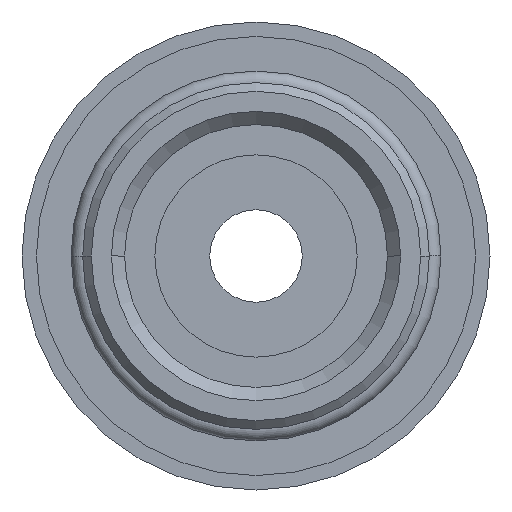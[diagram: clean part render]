
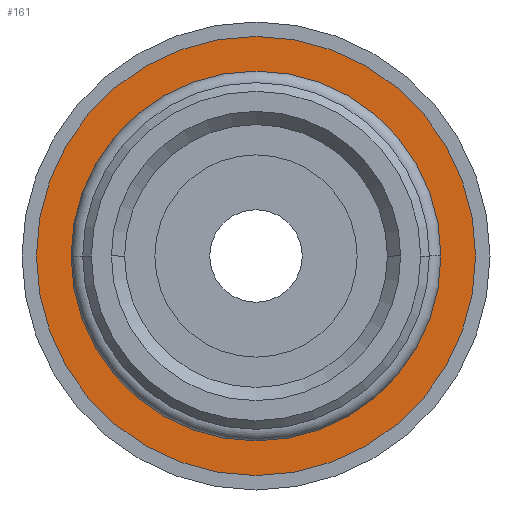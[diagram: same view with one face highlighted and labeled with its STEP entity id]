
A CAD part, front view. The second image highlights one B-rep face of the part: STEP entity #161.
In plain terms, the highlighted planar face has unit normal (0, -1, 0).
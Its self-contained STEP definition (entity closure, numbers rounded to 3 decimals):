
#161=ADVANCED_FACE('',(#397,#398),#399,.T.);
#397=FACE_OUTER_BOUND('',#716,.T.);
#398=FACE_BOUND('',#717,.T.);
#399=PLANE('',#718);
#716=EDGE_LOOP('',(#1119,#1120));
#717=EDGE_LOOP('',(#1121,#1122));
#718=AXIS2_PLACEMENT_3D('',#1123,#1124,#1125);
#1119=ORIENTED_EDGE('',*,*,#1864,.F.);
#1120=ORIENTED_EDGE('',*,*,#1803,.F.);
#1121=ORIENTED_EDGE('',*,*,#1798,.T.);
#1122=ORIENTED_EDGE('',*,*,#1865,.T.);
#1123=CARTESIAN_POINT('',(6.8,4.0,0.0));
#1124=DIRECTION('',(-0.0,-1.0,-0.0));
#1125=DIRECTION('',(-1.0,0.0,0.0));
#1798=EDGE_CURVE('',#2113,#2115,#2117,.T.);
#1803=EDGE_CURVE('',#2124,#2119,#2126,.T.);
#1864=EDGE_CURVE('',#2119,#2124,#2228,.T.);
#1865=EDGE_CURVE('',#2115,#2113,#2229,.T.);
#2113=VERTEX_POINT('',#2584);
#2115=VERTEX_POINT('',#2587);
#2117=CIRCLE('',#2590,6.0);
#2119=VERTEX_POINT('',#2592);
#2124=VERTEX_POINT('',#2598);
#2126=CIRCLE('',#2601,7.6);
#2228=CIRCLE('',#2806,7.6);
#2229=CIRCLE('',#2807,6.0);
#2584=CARTESIAN_POINT('',(6.0,4.0,0.0));
#2587=CARTESIAN_POINT('',(-6.0,4.0,0.));
#2590=AXIS2_PLACEMENT_3D('',#3552,#3553,#3554);
#2592=CARTESIAN_POINT('',(7.6,4.0,0.0));
#2598=CARTESIAN_POINT('',(-7.6,4.0,0.));
#2601=AXIS2_PLACEMENT_3D('',#3560,#3561,#3562);
#2806=AXIS2_PLACEMENT_3D('',#3647,#3648,#3649);
#2807=AXIS2_PLACEMENT_3D('',#3650,#3651,#3652);
#3552=CARTESIAN_POINT('',(0.0,4.0,0.0));
#3553=DIRECTION('',(-0.0,1.0,0.0));
#3554=DIRECTION('',(1.0,0.0,0.0));
#3560=CARTESIAN_POINT('',(0.0,4.0,0.0));
#3561=DIRECTION('',(-0.0,1.0,0.0));
#3562=DIRECTION('',(1.0,0.0,0.0));
#3647=CARTESIAN_POINT('',(0.0,4.0,0.0));
#3648=DIRECTION('',(-0.0,1.0,0.0));
#3649=DIRECTION('',(1.0,0.0,0.0));
#3650=CARTESIAN_POINT('',(0.0,4.0,0.0));
#3651=DIRECTION('',(-0.0,1.0,0.0));
#3652=DIRECTION('',(1.0,0.0,0.0));
